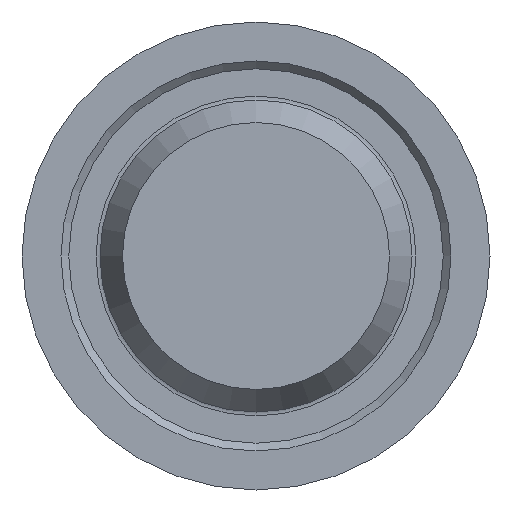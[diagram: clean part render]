
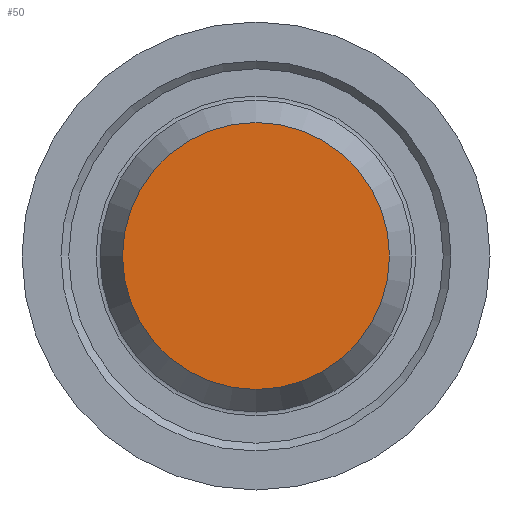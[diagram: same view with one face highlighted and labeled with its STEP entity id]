
A CAD part, front view. The second image highlights one B-rep face of the part: STEP entity #50.
In plain terms, the highlighted planar face has unit normal (0, -1, 0).
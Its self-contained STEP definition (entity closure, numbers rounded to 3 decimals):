
#50 = ADVANCED_FACE( '', ( #109 ), #110, .F. );
#109 = FACE_OUTER_BOUND( '', #179, .T. );
#110 = PLANE( '', #180 );
#179 = EDGE_LOOP( '', ( #287 ) );
#180 = AXIS2_PLACEMENT_3D( '', #288, #289, #290 );
#287 = ORIENTED_EDGE( '', *, *, #355, .T. );
#288 = CARTESIAN_POINT( '', ( 3.423, -8., 0. ) );
#289 = DIRECTION( '', ( 0., 1., 0. ) );
#290 = DIRECTION( '', ( 0., 0., 1. ) );
#355 = EDGE_CURVE( '', #391, #391, #392, .T. );
#391 = VERTEX_POINT( '', #437 );
#392 = CIRCLE( '', #438, 3.423 );
#437 = CARTESIAN_POINT( '', ( 0., -8., -3.423 ) );
#438 = AXIS2_PLACEMENT_3D( '', #484, #485, #486 );
#484 = CARTESIAN_POINT( '', ( 0., -8., 0. ) );
#485 = DIRECTION( '', ( 0., -1., 0. ) );
#486 = DIRECTION( '', ( 0., 0., -1. ) );
